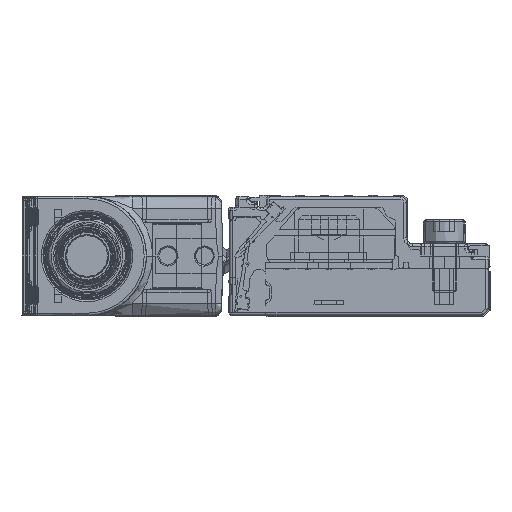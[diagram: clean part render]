
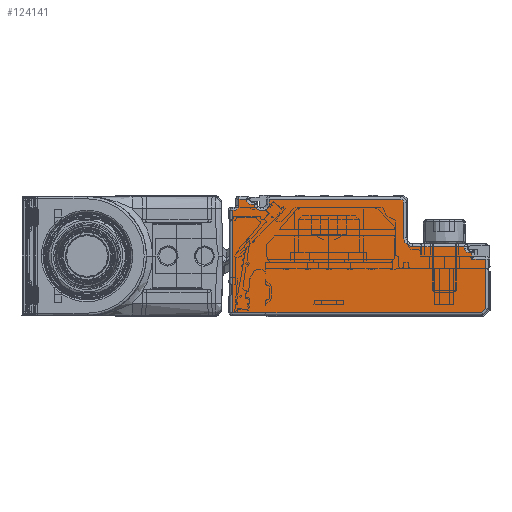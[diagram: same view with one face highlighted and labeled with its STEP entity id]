
A CAD part, left-side view. The second image highlights one B-rep face of the part: STEP entity #124141.
In plain terms, the highlighted planar face has unit normal (-1, 0, 0).
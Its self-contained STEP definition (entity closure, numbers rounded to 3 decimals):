
#123859=AXIS2_PLACEMENT_3D('Circle Axis2P3D',#123857,#123858,$) ;
#123998=AXIS2_PLACEMENT_3D('Plane Axis2P3D',#123995,#123996,#123997) ;
#124021=AXIS2_PLACEMENT_3D('Circle Axis2P3D',#124019,#124020,$) ;
#124035=AXIS2_PLACEMENT_3D('Circle Axis2P3D',#124033,#124034,$) ;
#124056=AXIS2_PLACEMENT_3D('Circle Axis2P3D',#124054,#124055,$) ;
#124070=AXIS2_PLACEMENT_3D('Circle Axis2P3D',#124068,#124069,$) ;
#124084=AXIS2_PLACEMENT_3D('Circle Axis2P3D',#124082,#124083,$) ;
#124105=AXIS2_PLACEMENT_3D('Circle Axis2P3D',#124103,#124104,$) ;
#119626=CARTESIAN_POINT('Vertex',(-3378.,42.3,-7.3)) ;
#119629=CARTESIAN_POINT('Line Origine',(-3378.,42.3,2.)) ;
#119633=CARTESIAN_POINT('Vertex',(-3378.,42.3,9.5)) ;
#119957=CARTESIAN_POINT('Vertex',(-3378.,1.407,-7.3)) ;
#119960=CARTESIAN_POINT('Line Origine',(-3378.,23.168,-7.3)) ;
#119997=CARTESIAN_POINT('Vertex',(-3378.,0.7,-6.593)) ;
#120000=CARTESIAN_POINT('Line Origine',(-3378.,-1.246,-4.646)) ;
#120037=CARTESIAN_POINT('Vertex',(-3378.,0.7,1.5)) ;
#120040=CARTESIAN_POINT('Line Origine',(-3378.,0.7,2.)) ;
#123774=CARTESIAN_POINT('Vertex',(-3378.,3.,2.5)) ;
#123830=CARTESIAN_POINT('Vertex',(-3378.,3.4,2.5)) ;
#123833=CARTESIAN_POINT('Line Origine',(-3378.,21.5,2.5)) ;
#123854=CARTESIAN_POINT('Vertex',(-3378.,4.2,3.3)) ;
#123857=CARTESIAN_POINT('Axis2P3D Location',(-3378.,3.4,3.3)) ;
#123980=CARTESIAN_POINT('Vertex',(-3378.,3.,1.5)) ;
#123983=CARTESIAN_POINT('Line Origine',(-3378.,21.5,1.5)) ;
#123995=CARTESIAN_POINT('Axis2P3D Location',(-3378.,0.2,-7.8)) ;
#124000=CARTESIAN_POINT('Line Origine',(-3378.,3.,2.)) ;
#124005=CARTESIAN_POINT('Line Origine',(-3378.,4.2,3.4)) ;
#124009=CARTESIAN_POINT('Vertex',(-3378.,4.2,3.5)) ;
#124012=CARTESIAN_POINT('Line Origine',(-3378.,8.45,3.5)) ;
#124016=CARTESIAN_POINT('Vertex',(-3378.,12.7,3.5)) ;
#124019=CARTESIAN_POINT('Axis2P3D Location',(-3378.,12.7,5.)) ;
#124023=CARTESIAN_POINT('Vertex',(-3378.,14.2,5.)) ;
#124026=CARTESIAN_POINT('Line Origine',(-3378.,14.2,7.9)) ;
#124030=CARTESIAN_POINT('Vertex',(-3378.,14.2,10.8)) ;
#124033=CARTESIAN_POINT('Axis2P3D Location',(-3378.,14.7,10.8)) ;
#124037=CARTESIAN_POINT('Vertex',(-3378.,14.7,11.3)) ;
#124040=CARTESIAN_POINT('Line Origine',(-3378.,25.5,11.3)) ;
#124044=CARTESIAN_POINT('Vertex',(-3378.,36.3,11.3)) ;
#124047=CARTESIAN_POINT('Line Origine',(-3378.,36.3,10.9)) ;
#124051=CARTESIAN_POINT('Vertex',(-3378.,36.3,10.5)) ;
#124054=CARTESIAN_POINT('Axis2P3D Location',(-3378.,37.3,10.5)) ;
#124058=CARTESIAN_POINT('Vertex',(-3378.,37.3,9.5)) ;
#124061=CARTESIAN_POINT('Line Origine',(-3378.,37.55,9.5)) ;
#124065=CARTESIAN_POINT('Vertex',(-3378.,37.8,9.5)) ;
#124068=CARTESIAN_POINT('Axis2P3D Location',(-3378.,37.8,10.5)) ;
#124072=CARTESIAN_POINT('Vertex',(-3378.,38.8,10.5)) ;
#124075=CARTESIAN_POINT('Line Origine',(-3378.,39.05,10.5)) ;
#124079=CARTESIAN_POINT('Vertex',(-3378.,39.3,10.5)) ;
#124082=CARTESIAN_POINT('Axis2P3D Location',(-3378.,39.3,11.3)) ;
#124086=CARTESIAN_POINT('Vertex',(-3378.,40.1,11.3)) ;
#124089=CARTESIAN_POINT('Line Origine',(-3378.,40.7,11.3)) ;
#124093=CARTESIAN_POINT('Vertex',(-3378.,41.3,11.3)) ;
#124096=CARTESIAN_POINT('Line Origine',(-3378.,41.3,10.8)) ;
#124100=CARTESIAN_POINT('Vertex',(-3378.,41.3,10.3)) ;
#124103=CARTESIAN_POINT('Axis2P3D Location',(-3378.,42.1,10.3)) ;
#124107=CARTESIAN_POINT('Vertex',(-3378.,42.1,9.5)) ;
#124110=CARTESIAN_POINT('Line Origine',(-3378.,42.2,9.5)) ;
#119630=DIRECTION('Vector Direction',(0.,0.,1.)) ;
#119961=DIRECTION('Vector Direction',(0.,1.,0.)) ;
#120001=DIRECTION('Vector Direction',(0.,0.707,-0.707)) ;
#120041=DIRECTION('Vector Direction',(0.,0.,-1.)) ;
#123834=DIRECTION('Vector Direction',(0.,-1.,0.)) ;
#123858=DIRECTION('Axis2P3D Direction',(1.,0.,0.)) ;
#123984=DIRECTION('Vector Direction',(0.,-1.,0.)) ;
#123996=DIRECTION('Axis2P3D Direction',(-1.,0.,0.)) ;
#123997=DIRECTION('Axis2P3D XDirection',(0.,0.,1.)) ;
#124001=DIRECTION('Vector Direction',(0.,0.,1.)) ;
#124006=DIRECTION('Vector Direction',(0.,0.,-1.)) ;
#124013=DIRECTION('Vector Direction',(0.,1.,0.)) ;
#124020=DIRECTION('Axis2P3D Direction',(-1.,0.,0.)) ;
#124027=DIRECTION('Vector Direction',(0.,0.,1.)) ;
#124034=DIRECTION('Axis2P3D Direction',(-1.,0.,0.)) ;
#124041=DIRECTION('Vector Direction',(0.,1.,0.)) ;
#124048=DIRECTION('Vector Direction',(0.,0.,-1.)) ;
#124055=DIRECTION('Axis2P3D Direction',(-1.,0.,0.)) ;
#124062=DIRECTION('Vector Direction',(0.,1.,0.)) ;
#124069=DIRECTION('Axis2P3D Direction',(-1.,0.,0.)) ;
#124076=DIRECTION('Vector Direction',(0.,-1.,0.)) ;
#124083=DIRECTION('Axis2P3D Direction',(-1.,0.,0.)) ;
#124090=DIRECTION('Vector Direction',(0.,1.,0.)) ;
#124097=DIRECTION('Vector Direction',(0.,0.,-1.)) ;
#124104=DIRECTION('Axis2P3D Direction',(-1.,0.,0.)) ;
#124111=DIRECTION('Vector Direction',(0.,1.,0.)) ;
#119631=VECTOR('Line Direction',#119630,1.) ;
#119962=VECTOR('Line Direction',#119961,1.) ;
#120002=VECTOR('Line Direction',#120001,1.) ;
#120042=VECTOR('Line Direction',#120041,1.) ;
#123835=VECTOR('Line Direction',#123834,1.) ;
#123985=VECTOR('Line Direction',#123984,1.) ;
#124002=VECTOR('Line Direction',#124001,1.) ;
#124007=VECTOR('Line Direction',#124006,1.) ;
#124014=VECTOR('Line Direction',#124013,1.) ;
#124028=VECTOR('Line Direction',#124027,1.) ;
#124042=VECTOR('Line Direction',#124041,1.) ;
#124049=VECTOR('Line Direction',#124048,1.) ;
#124063=VECTOR('Line Direction',#124062,1.) ;
#124077=VECTOR('Line Direction',#124076,1.) ;
#124091=VECTOR('Line Direction',#124090,1.) ;
#124098=VECTOR('Line Direction',#124097,1.) ;
#124112=VECTOR('Line Direction',#124111,1.) ;
#124116=ORIENTED_EDGE('',*,*,#124004,.T.) ;
#124117=ORIENTED_EDGE('',*,*,#123837,.T.) ;
#124118=ORIENTED_EDGE('',*,*,#123861,.T.) ;
#124119=ORIENTED_EDGE('',*,*,#124011,.T.) ;
#124120=ORIENTED_EDGE('',*,*,#124018,.T.) ;
#124121=ORIENTED_EDGE('',*,*,#124025,.T.) ;
#124122=ORIENTED_EDGE('',*,*,#124032,.T.) ;
#124123=ORIENTED_EDGE('',*,*,#124039,.T.) ;
#124124=ORIENTED_EDGE('',*,*,#124046,.T.) ;
#124125=ORIENTED_EDGE('',*,*,#124053,.T.) ;
#124126=ORIENTED_EDGE('',*,*,#124060,.T.) ;
#124127=ORIENTED_EDGE('',*,*,#124067,.T.) ;
#124128=ORIENTED_EDGE('',*,*,#124074,.T.) ;
#124129=ORIENTED_EDGE('',*,*,#124081,.T.) ;
#124130=ORIENTED_EDGE('',*,*,#124088,.T.) ;
#124131=ORIENTED_EDGE('',*,*,#124095,.T.) ;
#124132=ORIENTED_EDGE('',*,*,#124102,.T.) ;
#124133=ORIENTED_EDGE('',*,*,#124109,.T.) ;
#124134=ORIENTED_EDGE('',*,*,#124114,.T.) ;
#124135=ORIENTED_EDGE('',*,*,#119635,.T.) ;
#124136=ORIENTED_EDGE('',*,*,#119964,.T.) ;
#124137=ORIENTED_EDGE('',*,*,#120004,.T.) ;
#124138=ORIENTED_EDGE('',*,*,#120044,.T.) ;
#124139=ORIENTED_EDGE('',*,*,#123987,.T.) ;
#124141=ADVANCED_FACE('\X2\FF8AFF9FFF70FF82\X0\ \X2\FF8EFF9EFF83FF9EFF68FF70\X0\',(#124140),#123999,.T.) ;
#123860=CIRCLE('generated circle',#123859,0.8) ;
#124022=CIRCLE('generated circle',#124021,1.5) ;
#124036=CIRCLE('generated circle',#124035,0.5) ;
#124057=CIRCLE('generated circle',#124056,1.) ;
#124071=CIRCLE('generated circle',#124070,1.) ;
#124085=CIRCLE('generated circle',#124084,0.8) ;
#124106=CIRCLE('generated circle',#124105,0.8) ;
#119635=EDGE_CURVE('',#119634,#119627,#119632,.F.) ;
#119964=EDGE_CURVE('',#119627,#119958,#119963,.F.) ;
#120004=EDGE_CURVE('',#119958,#119998,#120003,.F.) ;
#120044=EDGE_CURVE('',#119998,#120038,#120043,.F.) ;
#123837=EDGE_CURVE('',#123775,#123831,#123836,.F.) ;
#123861=EDGE_CURVE('',#123831,#123855,#123860,.T.) ;
#123987=EDGE_CURVE('',#120038,#123981,#123986,.F.) ;
#124004=EDGE_CURVE('',#123981,#123775,#124003,.T.) ;
#124011=EDGE_CURVE('',#123855,#124010,#124008,.F.) ;
#124018=EDGE_CURVE('',#124010,#124017,#124015,.T.) ;
#124025=EDGE_CURVE('',#124017,#124024,#124022,.F.) ;
#124032=EDGE_CURVE('',#124024,#124031,#124029,.T.) ;
#124039=EDGE_CURVE('',#124031,#124038,#124036,.T.) ;
#124046=EDGE_CURVE('',#124038,#124045,#124043,.T.) ;
#124053=EDGE_CURVE('',#124045,#124052,#124050,.T.) ;
#124060=EDGE_CURVE('',#124052,#124059,#124057,.F.) ;
#124067=EDGE_CURVE('',#124059,#124066,#124064,.T.) ;
#124074=EDGE_CURVE('',#124066,#124073,#124071,.F.) ;
#124081=EDGE_CURVE('',#124073,#124080,#124078,.F.) ;
#124088=EDGE_CURVE('',#124080,#124087,#124085,.F.) ;
#124095=EDGE_CURVE('',#124087,#124094,#124092,.T.) ;
#124102=EDGE_CURVE('',#124094,#124101,#124099,.T.) ;
#124109=EDGE_CURVE('',#124101,#124108,#124106,.F.) ;
#124114=EDGE_CURVE('',#124108,#119634,#124113,.T.) ;
#124115=EDGE_LOOP('',(#124116,#124117,#124118,#124119,#124120,#124121,#124122,#124123,#124124,#124125,#124126,#124127,#124128,#124129,#124130,#124131,#124132,#124133,#124134,#124135,#124136,#124137,#124138,#124139)) ;
#124140=FACE_OUTER_BOUND('',#124115,.T.) ;
#119632=LINE('Line',#119629,#119631) ;
#119963=LINE('Line',#119960,#119962) ;
#120003=LINE('Line',#120000,#120002) ;
#120043=LINE('Line',#120040,#120042) ;
#123836=LINE('Line',#123833,#123835) ;
#123986=LINE('Line',#123983,#123985) ;
#124003=LINE('Line',#124000,#124002) ;
#124008=LINE('Line',#124005,#124007) ;
#124015=LINE('Line',#124012,#124014) ;
#124029=LINE('Line',#124026,#124028) ;
#124043=LINE('Line',#124040,#124042) ;
#124050=LINE('Line',#124047,#124049) ;
#124064=LINE('Line',#124061,#124063) ;
#124078=LINE('Line',#124075,#124077) ;
#124092=LINE('Line',#124089,#124091) ;
#124099=LINE('Line',#124096,#124098) ;
#124113=LINE('Line',#124110,#124112) ;
#123999=PLANE('',#123998) ;
#119627=VERTEX_POINT('',#119626) ;
#119634=VERTEX_POINT('',#119633) ;
#119958=VERTEX_POINT('',#119957) ;
#119998=VERTEX_POINT('',#119997) ;
#120038=VERTEX_POINT('',#120037) ;
#123775=VERTEX_POINT('',#123774) ;
#123831=VERTEX_POINT('',#123830) ;
#123855=VERTEX_POINT('',#123854) ;
#123981=VERTEX_POINT('',#123980) ;
#124010=VERTEX_POINT('',#124009) ;
#124017=VERTEX_POINT('',#124016) ;
#124024=VERTEX_POINT('',#124023) ;
#124031=VERTEX_POINT('',#124030) ;
#124038=VERTEX_POINT('',#124037) ;
#124045=VERTEX_POINT('',#124044) ;
#124052=VERTEX_POINT('',#124051) ;
#124059=VERTEX_POINT('',#124058) ;
#124066=VERTEX_POINT('',#124065) ;
#124073=VERTEX_POINT('',#124072) ;
#124080=VERTEX_POINT('',#124079) ;
#124087=VERTEX_POINT('',#124086) ;
#124094=VERTEX_POINT('',#124093) ;
#124101=VERTEX_POINT('',#124100) ;
#124108=VERTEX_POINT('',#124107) ;
